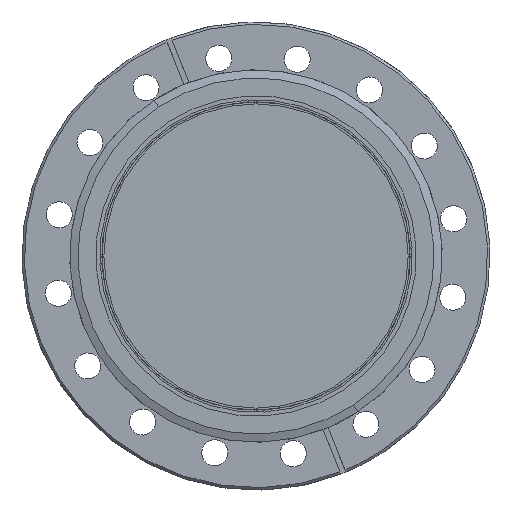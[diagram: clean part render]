
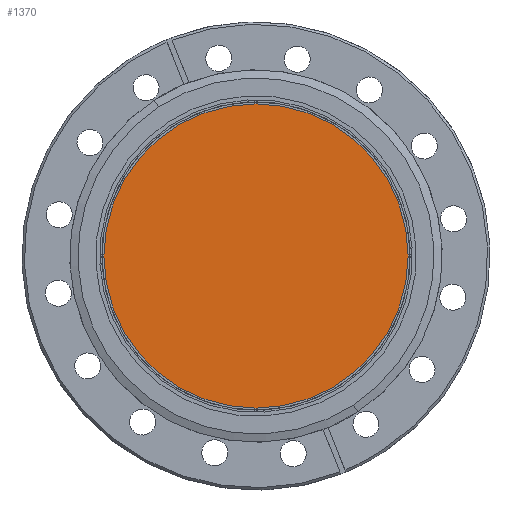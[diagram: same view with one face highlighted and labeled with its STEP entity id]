
A CAD part, front view. The second image highlights one B-rep face of the part: STEP entity #1370.
In plain terms, the highlighted face is planar.
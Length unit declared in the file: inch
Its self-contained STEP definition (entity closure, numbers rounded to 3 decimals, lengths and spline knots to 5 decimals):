
#83 = EDGE_CURVE ( 'NONE', #1220, #542, #1177, .T. ) ;
#226 = AXIS2_PLACEMENT_3D ( 'NONE', #2908, #3232, #2907 ) ;
#306 = AXIS2_PLACEMENT_3D ( 'NONE', #1784, #2076, #1559 ) ;
#386 = AXIS2_PLACEMENT_3D ( 'NONE', #3211, #3249, #3229 ) ;
#530 = EDGE_LOOP ( 'NONE', ( #889, #739 ) ) ;
#542 = VERTEX_POINT ( 'NONE', #1999 ) ;
#739 = ORIENTED_EDGE ( 'NONE', *, *, #83, .T. ) ;
#889 = ORIENTED_EDGE ( 'NONE', *, *, #3471, .T. ) ;
#1177 = CIRCLE ( 'NONE', #306, 2.1425 ) ;
#1220 = VERTEX_POINT ( 'NONE', #1607 ) ;
#1370 = ADVANCED_FACE ( 'NONE', ( #2309 ), #2830, .T. ) ;
#1559 = DIRECTION ( 'NONE',  ( 1., 0., 0. ) ) ;
#1607 = CARTESIAN_POINT ( 'NONE',  ( 2.1425, 0., 0.25 ) ) ;
#1784 = CARTESIAN_POINT ( 'NONE',  ( 0., 0., 0.25 ) ) ;
#1999 = CARTESIAN_POINT ( 'NONE',  ( -2.1425, 0., 0.25 ) ) ;
#2076 = DIRECTION ( 'NONE',  ( 0., 0., 1. ) ) ;
#2181 = CIRCLE ( 'NONE', #386, 2.1425 ) ;
#2309 = FACE_OUTER_BOUND ( 'NONE', #530, .T. ) ;
#2830 = PLANE ( 'NONE',  #226 ) ;
#2907 = DIRECTION ( 'NONE',  ( 1., 0., 0. ) ) ;
#2908 = CARTESIAN_POINT ( 'NONE',  ( 0., 0., 0.25 ) ) ;
#3211 = CARTESIAN_POINT ( 'NONE',  ( 0., 0., 0.25 ) ) ;
#3229 = DIRECTION ( 'NONE',  ( 1., 0., 0. ) ) ;
#3232 = DIRECTION ( 'NONE',  ( 0., 0., 1. ) ) ;
#3249 = DIRECTION ( 'NONE',  ( 0., 0., 1. ) ) ;
#3471 = EDGE_CURVE ( 'NONE', #542, #1220, #2181, .T. ) ;
